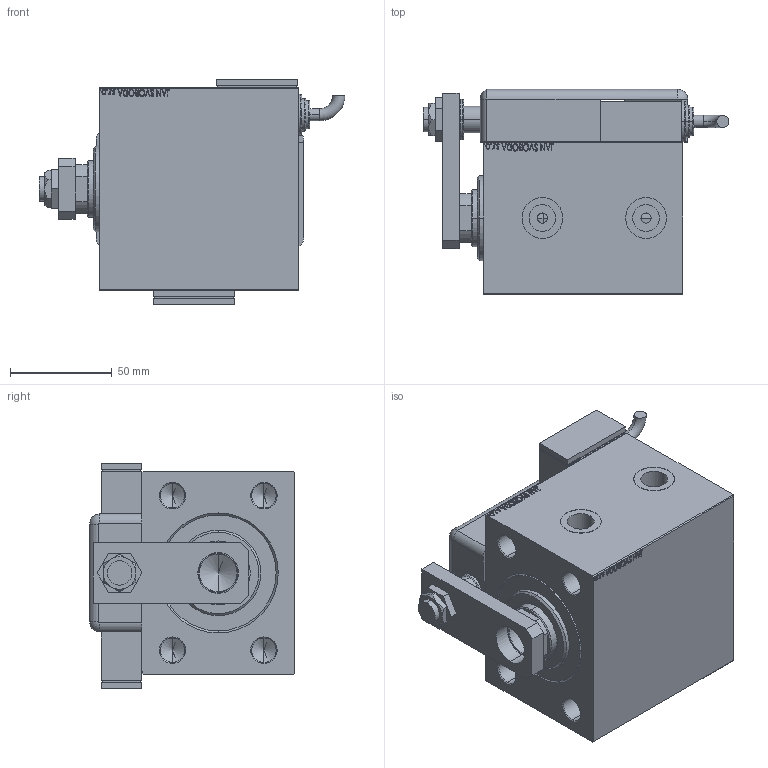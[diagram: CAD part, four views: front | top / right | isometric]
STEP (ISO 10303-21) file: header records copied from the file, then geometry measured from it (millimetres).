
FILE_DESCRIPTION (( 'STEP AP203' ), '1' );
FILE_NAME ('4a0f.STEP', '2021-03-18T18:31:07', ( '' ), ( '' ), 'SwSTEP 2.0', 'SolidWorks 2019', '' );
FILE_SCHEMA (( 'CONFIG_CONTROL_DESIGN' ));
Length unit declared in the file: millimetre
Products named in the file (13): SWITCH Q ba3f4e59d21461e325dacec1ef85340b; NUT_D19 ba3f4e59d21461e325dacec1ef85340b; SWITCH DIM A_G ba3f4e59d21461e325dacec1ef85340b; V450CM_B_VCP ba3f4e59d21461e325dacec1ef85340b; TYC ba3f4e59d21461e325dacec1ef85340b; SWITCH_Q_FRONT_BACK ba3f4e59d21461e325dacec1ef85340b; KRYT ba3f4e59d21461e325dacec1ef85340b; 4a0f; NUT_D13 ba3f4e59d21461e325dacec1ef85340b; V450CM_B ba3f4e59d21461e325dacec1ef85340b; MAGNETIC SWITCH Q ba3f4e59d21461e325dacec1ef85340b; V450CM_VC_B ba3f4e59d21461e325dacec1ef85340b; ZARAZKA_Q ba3f4e59d21461e325dacec1ef85340b
Assembly tree (13 placements, depth 3):
  4a0f
    V450CM_B ba3f4e59d21461e325dacec1ef85340b
    V450CM_B_VCP ba3f4e59d21461e325dacec1ef85340b
    V450CM_VC_B ba3f4e59d21461e325dacec1ef85340b
    MAGNETIC SWITCH Q ba3f4e59d21461e325dacec1ef85340b
      SWITCH_Q_FRONT_BACK ba3f4e59d21461e325dacec1ef85340b
      TYC ba3f4e59d21461e325dacec1ef85340b
      ZARAZKA_Q ba3f4e59d21461e325dacec1ef85340b
      SWITCH DIM A_G ba3f4e59d21461e325dacec1ef85340b
      NUT_D19 ba3f4e59d21461e325dacec1ef85340b
      NUT_D13 ba3f4e59d21461e325dacec1ef85340b
      KRYT ba3f4e59d21461e325dacec1ef85340b
      SWITCH Q ba3f4e59d21461e325dacec1ef85340b  x2
Bounding box: 150.46 x 100.8 x 111 mm (x, y, z)
Volume: 817079.4 mm3; surface area: 153566.1 mm2
Topology: 13 solids, 13 shells, 1282 faces, 3252 edges, 2127 vertices
Faces by surface type: plane 612, bspline 471, cylinder 121, cone 54, torus 22, sphere 2
Entity records: 60801 total; most frequent: CARTESIAN_POINT 32479, ORIENTED_EDGE 6276, DIRECTION 4032, EDGE_CURVE 3138, VERTEX_POINT 2067, VECTOR 1868, LINE 1868, EDGE_LOOP 1413
